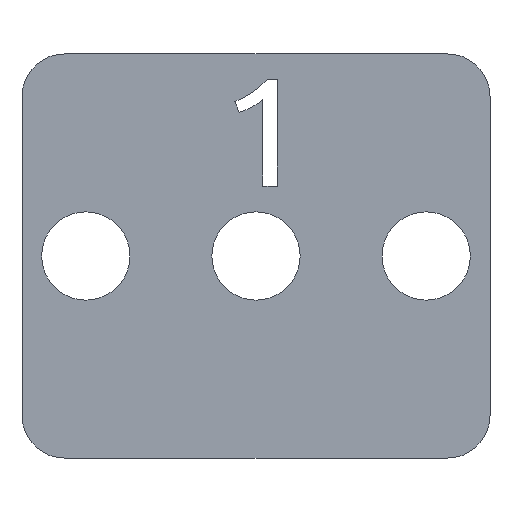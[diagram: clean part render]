
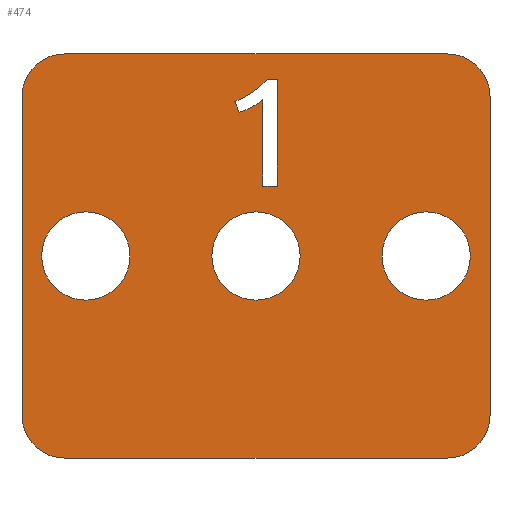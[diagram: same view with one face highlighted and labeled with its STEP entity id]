
A CAD part, front view. The second image highlights one B-rep face of the part: STEP entity #474.
In plain terms, the highlighted planar face has unit normal (0, -1, 0).
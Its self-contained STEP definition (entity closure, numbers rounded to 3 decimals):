
#25=FACE_BOUND('',#104,.T.);
#26=FACE_BOUND('',#105,.T.);
#27=FACE_BOUND('',#106,.T.);
#28=FACE_BOUND('',#107,.T.);
#35=B_SPLINE_CURVE_WITH_KNOTS('',3,(#746,#747,#748,#749,#750),
 .UNSPECIFIED.,.F.,.F.,(4,1,4),(0.,0.047,0.095),
 .UNSPECIFIED.);
#36=B_SPLINE_CURVE_WITH_KNOTS('',3,(#763,#764,#765,#766,#767),
 .UNSPECIFIED.,.F.,.F.,(4,1,4),(0.,0.044,0.09),
 .UNSPECIFIED.);
#37=B_SPLINE_CURVE_WITH_KNOTS('',3,(#784,#785,#786,#787,#788),
 .UNSPECIFIED.,.F.,.F.,(4,1,4),(0.,0.017,0.034),
 .UNSPECIFIED.);
#38=B_SPLINE_CURVE_WITH_KNOTS('',3,(#801,#802,#803,#804,#805),
 .UNSPECIFIED.,.F.,.F.,(4,1,4),(0.,0.017,0.035),
 .UNSPECIFIED.);
#39=B_SPLINE_CURVE_WITH_KNOTS('',3,(#818,#819,#820,#821,#822),
 .UNSPECIFIED.,.F.,.F.,(4,1,4),(0.,0.016,0.032),
 .UNSPECIFIED.);
#40=B_SPLINE_CURVE_WITH_KNOTS('',3,(#835,#836,#837,#838,#839),
 .UNSPECIFIED.,.F.,.F.,(4,1,4),(0.,0.013,0.027),
 .UNSPECIFIED.);
#51=PLANE('',#520);
#75=FACE_OUTER_BOUND('',#103,.T.);
#103=EDGE_LOOP('',(#422,#423,#424,#425,#426,#427,#428,#429));
#104=EDGE_LOOP('',(#430,#431,#432,#433,#434,#435,#436,#437,#438,#439,#440));
#105=EDGE_LOOP('',(#441));
#106=EDGE_LOOP('',(#442));
#107=EDGE_LOOP('',(#443));
#112=LINE('',#642,#152);
#123=LINE('',#715,#163);
#128=LINE('',#729,#168);
#130=LINE('',#733,#170);
#134=LINE('',#771,#174);
#140=LINE('',#843,#180);
#142=LINE('',#846,#182);
#146=LINE('',#860,#186);
#147=LINE('',#862,#187);
#152=VECTOR('',#535,10.);
#163=VECTOR('',#566,10.);
#168=VECTOR('',#581,10.);
#170=VECTOR('',#585,10.);
#174=VECTOR('',#591,10.);
#180=VECTOR('',#599,10.);
#182=VECTOR('',#603,10.);
#186=VECTOR('',#621,10.);
#187=VECTOR('',#624,10.);
#188=CIRCLE('',#490,2.);
#196=CIRCLE('',#501,2.);
#197=CIRCLE('',#504,2.);
#198=CIRCLE('',#506,2.);
#199=CIRCLE('',#513,2.075);
#200=CIRCLE('',#515,2.075);
#201=CIRCLE('',#517,2.075);
#202=VERTEX_POINT('',#629);
#203=VERTEX_POINT('',#630);
#207=VERTEX_POINT('',#640);
#227=VERTEX_POINT('',#708);
#228=VERTEX_POINT('',#709);
#229=VERTEX_POINT('',#714);
#230=VERTEX_POINT('',#718);
#231=VERTEX_POINT('',#722);
#232=VERTEX_POINT('',#726);
#233=VERTEX_POINT('',#728);
#234=VERTEX_POINT('',#732);
#235=VERTEX_POINT('',#745);
#236=VERTEX_POINT('',#762);
#237=VERTEX_POINT('',#770);
#238=VERTEX_POINT('',#783);
#239=VERTEX_POINT('',#800);
#240=VERTEX_POINT('',#817);
#241=VERTEX_POINT('',#834);
#242=VERTEX_POINT('',#842);
#243=VERTEX_POINT('',#848);
#244=VERTEX_POINT('',#852);
#245=VERTEX_POINT('',#856);
#246=EDGE_CURVE('',#202,#203,#188,.T.);
#252=EDGE_CURVE('',#202,#207,#112,.T.);
#273=EDGE_CURVE('',#227,#228,#196,.T.);
#276=EDGE_CURVE('',#229,#228,#123,.T.);
#278=EDGE_CURVE('',#229,#230,#197,.T.);
#280=EDGE_CURVE('',#231,#207,#198,.T.);
#283=EDGE_CURVE('',#233,#232,#128,.T.);
#285=EDGE_CURVE('',#234,#233,#130,.T.);
#287=EDGE_CURVE('',#235,#234,#35,.T.);
#289=EDGE_CURVE('',#236,#235,#36,.T.);
#291=EDGE_CURVE('',#237,#236,#134,.T.);
#293=EDGE_CURVE('',#238,#237,#37,.T.);
#295=EDGE_CURVE('',#239,#238,#38,.T.);
#297=EDGE_CURVE('',#240,#239,#39,.T.);
#299=EDGE_CURVE('',#241,#240,#40,.T.);
#301=EDGE_CURVE('',#242,#241,#140,.T.);
#303=EDGE_CURVE('',#232,#242,#142,.T.);
#304=EDGE_CURVE('',#243,#243,#199,.T.);
#306=EDGE_CURVE('',#244,#244,#200,.T.);
#308=EDGE_CURVE('',#245,#245,#201,.T.);
#310=EDGE_CURVE('',#227,#203,#146,.T.);
#311=EDGE_CURVE('',#231,#230,#147,.T.);
#422=ORIENTED_EDGE('',*,*,#246,.F.);
#423=ORIENTED_EDGE('',*,*,#252,.T.);
#424=ORIENTED_EDGE('',*,*,#280,.F.);
#425=ORIENTED_EDGE('',*,*,#311,.T.);
#426=ORIENTED_EDGE('',*,*,#278,.F.);
#427=ORIENTED_EDGE('',*,*,#276,.T.);
#428=ORIENTED_EDGE('',*,*,#273,.F.);
#429=ORIENTED_EDGE('',*,*,#310,.T.);
#430=ORIENTED_EDGE('',*,*,#283,.T.);
#431=ORIENTED_EDGE('',*,*,#303,.T.);
#432=ORIENTED_EDGE('',*,*,#301,.T.);
#433=ORIENTED_EDGE('',*,*,#299,.T.);
#434=ORIENTED_EDGE('',*,*,#297,.T.);
#435=ORIENTED_EDGE('',*,*,#295,.T.);
#436=ORIENTED_EDGE('',*,*,#293,.T.);
#437=ORIENTED_EDGE('',*,*,#291,.T.);
#438=ORIENTED_EDGE('',*,*,#289,.T.);
#439=ORIENTED_EDGE('',*,*,#287,.T.);
#440=ORIENTED_EDGE('',*,*,#285,.T.);
#441=ORIENTED_EDGE('',*,*,#308,.T.);
#442=ORIENTED_EDGE('',*,*,#306,.T.);
#443=ORIENTED_EDGE('',*,*,#304,.T.);
#474=ADVANCED_FACE('',(#75,#25,#26,#27,#28),#51,.T.);
#490=AXIS2_PLACEMENT_3D('',#631,#525,#526);
#501=AXIS2_PLACEMENT_3D('',#710,#560,#561);
#504=AXIS2_PLACEMENT_3D('',#719,#570,#571);
#506=AXIS2_PLACEMENT_3D('',#723,#575,#576);
#513=AXIS2_PLACEMENT_3D('',#849,#606,#607);
#515=AXIS2_PLACEMENT_3D('',#853,#611,#612);
#517=AXIS2_PLACEMENT_3D('',#857,#616,#617);
#520=AXIS2_PLACEMENT_3D('',#863,#625,#626);
#525=DIRECTION('center_axis',(0.,1.,0.));
#526=DIRECTION('ref_axis',(0.707,0.,-0.707));
#535=DIRECTION('',(0.,0.,1.));
#560=DIRECTION('center_axis',(0.,1.,0.));
#561=DIRECTION('ref_axis',(-0.707,0.,-0.707));
#566=DIRECTION('',(0.,0.,-1.));
#570=DIRECTION('center_axis',(0.,1.,0.));
#571=DIRECTION('ref_axis',(-0.707,0.,0.707));
#575=DIRECTION('center_axis',(0.,1.,0.));
#576=DIRECTION('ref_axis',(0.707,0.,0.707));
#581=DIRECTION('',(0.,0.,-1.));
#585=DIRECTION('',(1.,0.,0.));
#591=DIRECTION('',(-0.383,0.,0.924));
#599=DIRECTION('',(0.,0.,1.));
#603=DIRECTION('',(-1.,0.,0.));
#606=DIRECTION('center_axis',(0.,1.,0.));
#607=DIRECTION('ref_axis',(1.,0.,0.));
#611=DIRECTION('center_axis',(0.,1.,0.));
#612=DIRECTION('ref_axis',(1.,0.,0.));
#616=DIRECTION('center_axis',(0.,1.,0.));
#617=DIRECTION('ref_axis',(1.,0.,0.));
#621=DIRECTION('',(1.,0.,0.));
#624=DIRECTION('',(-1.,0.,0.));
#625=DIRECTION('center_axis',(0.,-1.,0.));
#626=DIRECTION('ref_axis',(1.,0.,0.));
#629=CARTESIAN_POINT('',(54.5,-1.,2.));
#630=CARTESIAN_POINT('',(52.5,-1.,0.));
#631=CARTESIAN_POINT('Origin',(52.5,-1.,2.));
#640=CARTESIAN_POINT('',(54.5,-1.,17.));
#642=CARTESIAN_POINT('',(54.5,-1.,0.));
#708=CARTESIAN_POINT('',(34.5,-1.,0.));
#709=CARTESIAN_POINT('',(32.5,-1.,2.));
#710=CARTESIAN_POINT('Origin',(34.5,-1.,2.));
#714=CARTESIAN_POINT('',(32.5,-1.,17.));
#715=CARTESIAN_POINT('',(32.5,-1.,19.));
#718=CARTESIAN_POINT('',(34.5,-1.,19.));
#719=CARTESIAN_POINT('Origin',(34.5,-1.,17.));
#722=CARTESIAN_POINT('',(52.5,-1.,19.));
#723=CARTESIAN_POINT('Origin',(52.5,-1.,17.));
#726=CARTESIAN_POINT('',(44.496,-1.,12.787));
#728=CARTESIAN_POINT('',(44.496,-1.,17.787));
#729=CARTESIAN_POINT('',(44.496,-1.,13.644));
#732=CARTESIAN_POINT('',(44.019,-1.,17.787));
#733=CARTESIAN_POINT('',(43.76,-1.,17.787));
#745=CARTESIAN_POINT('',(43.305,-1.,17.163));
#746=CARTESIAN_POINT('Ctrl Pts',(43.305,-1.,17.163));
#747=CARTESIAN_POINT('Ctrl Pts',(43.433,-1.,17.253));
#748=CARTESIAN_POINT('Ctrl Pts',(43.694,-1.,17.435));
#749=CARTESIAN_POINT('Ctrl Pts',(43.91,-1.,17.668));
#750=CARTESIAN_POINT('Ctrl Pts',(44.019,-1.,17.787));
#762=CARTESIAN_POINT('',(42.504,-1.,16.756));
#763=CARTESIAN_POINT('Ctrl Pts',(42.504,-1.,16.756));
#764=CARTESIAN_POINT('Ctrl Pts',(42.641,-1.,16.813));
#765=CARTESIAN_POINT('Ctrl Pts',(42.918,-1.,16.929));
#766=CARTESIAN_POINT('Ctrl Pts',(43.175,-1.,17.085));
#767=CARTESIAN_POINT('Ctrl Pts',(43.305,-1.,17.163));
#770=CARTESIAN_POINT('',(42.714,-1.,16.251));
#771=CARTESIAN_POINT('',(43.965,-1.,13.231));
#783=CARTESIAN_POINT('',(43.027,-1.,16.373));
#784=CARTESIAN_POINT('Ctrl Pts',(43.027,-1.,16.373));
#785=CARTESIAN_POINT('Ctrl Pts',(42.974,-1.,16.35));
#786=CARTESIAN_POINT('Ctrl Pts',(42.871,-1.,16.306));
#787=CARTESIAN_POINT('Ctrl Pts',(42.765,-1.,16.269));
#788=CARTESIAN_POINT('Ctrl Pts',(42.714,-1.,16.251));
#800=CARTESIAN_POINT('',(43.338,-1.,16.525));
#801=CARTESIAN_POINT('Ctrl Pts',(43.338,-1.,16.525));
#802=CARTESIAN_POINT('Ctrl Pts',(43.287,-1.,16.499));
#803=CARTESIAN_POINT('Ctrl Pts',(43.185,-1.,16.445));
#804=CARTESIAN_POINT('Ctrl Pts',(43.081,-1.,16.398));
#805=CARTESIAN_POINT('Ctrl Pts',(43.027,-1.,16.373));
#817=CARTESIAN_POINT('',(43.612,-1.,16.691));
#818=CARTESIAN_POINT('Ctrl Pts',(43.612,-1.,16.691));
#819=CARTESIAN_POINT('Ctrl Pts',(43.568,-1.,16.662));
#820=CARTESIAN_POINT('Ctrl Pts',(43.479,-1.,16.603));
#821=CARTESIAN_POINT('Ctrl Pts',(43.386,-1.,16.551));
#822=CARTESIAN_POINT('Ctrl Pts',(43.338,-1.,16.525));
#834=CARTESIAN_POINT('',(43.825,-1.,16.857));
#835=CARTESIAN_POINT('Ctrl Pts',(43.825,-1.,16.857));
#836=CARTESIAN_POINT('Ctrl Pts',(43.793,-1.,16.829));
#837=CARTESIAN_POINT('Ctrl Pts',(43.725,-1.,16.77));
#838=CARTESIAN_POINT('Ctrl Pts',(43.651,-1.,16.718));
#839=CARTESIAN_POINT('Ctrl Pts',(43.612,-1.,16.691));
#842=CARTESIAN_POINT('',(43.825,-1.,12.787));
#843=CARTESIAN_POINT('',(43.825,-1.,11.144));
#846=CARTESIAN_POINT('',(43.998,-1.,12.787));
#848=CARTESIAN_POINT('',(41.425,-1.,9.5));
#849=CARTESIAN_POINT('Origin',(43.5,-1.,9.5));
#852=CARTESIAN_POINT('',(49.425,-1.,9.5));
#853=CARTESIAN_POINT('Origin',(51.5,-1.,9.5));
#856=CARTESIAN_POINT('',(33.425,-1.,9.5));
#857=CARTESIAN_POINT('Origin',(35.5,-1.,9.5));
#860=CARTESIAN_POINT('',(32.5,-1.,0.));
#862=CARTESIAN_POINT('',(54.5,-1.,19.));
#863=CARTESIAN_POINT('Origin',(43.5,-1.,9.5));
